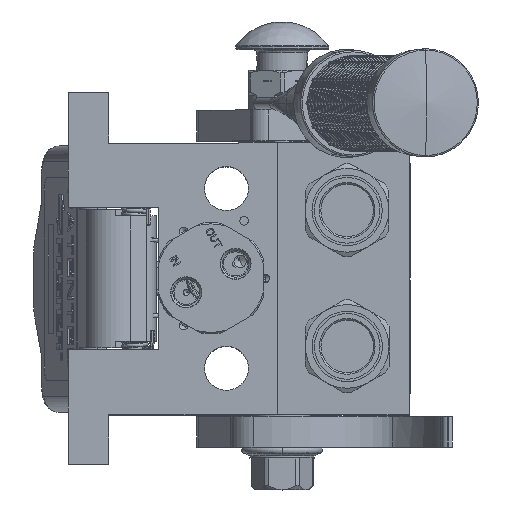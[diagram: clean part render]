
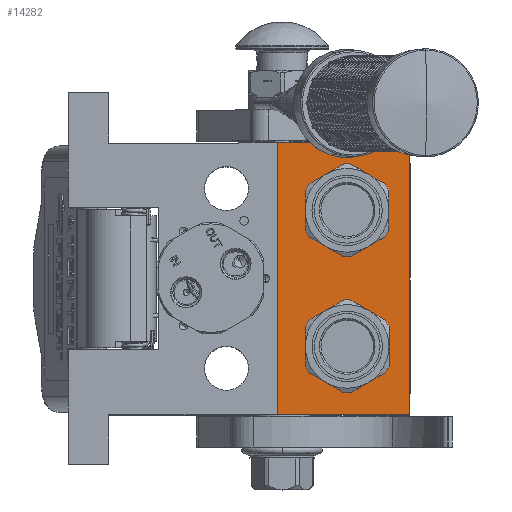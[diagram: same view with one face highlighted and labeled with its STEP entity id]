
A CAD part, top view. The second image highlights one B-rep face of the part: STEP entity #14282.
In plain terms, the highlighted face is planar.
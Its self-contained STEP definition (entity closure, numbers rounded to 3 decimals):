
#1334 = ORIENTED_EDGE ( 'NONE', *, *, #170792, .F. ) ;
#3499 = VECTOR ( 'NONE', #55193, 1000. ) ;
#6933 = ORIENTED_EDGE ( 'NONE', *, *, #178194, .F. ) ;
#10868 = AXIS2_PLACEMENT_3D ( 'NONE', #49440, #177692, #64471 ) ;
#13092 = LINE ( 'NONE', #91505, #174145 ) ;
#14282 = ADVANCED_FACE ( 'NONE', ( #117748, #147151, #93335 ), #98208, .T. ) ;
#15173 = DIRECTION ( 'NONE',  ( 0., 0., -1. ) ) ;
#19122 = CARTESIAN_POINT ( 'NONE',  ( -22., 8.9, -32.15 ) ) ;
#20465 = DIRECTION ( 'NONE',  ( 1., 0., 0. ) ) ;
#24717 = AXIS2_PLACEMENT_3D ( 'NONE', #44551, #139260, #15173 ) ;
#27483 = EDGE_CURVE ( 'NONE', #103922, #132686, #128753, .T. ) ;
#36624 = VECTOR ( 'NONE', #196864, 1000. ) ;
#43241 = EDGE_LOOP ( 'NONE', ( #113321, #6933 ) ) ;
#43451 = CARTESIAN_POINT ( 'NONE',  ( -22., 8.9, -7.85 ) ) ;
#44223 = CARTESIAN_POINT ( 'NONE',  ( -44., 8.9, 0. ) ) ;
#44551 = CARTESIAN_POINT ( 'NONE',  ( 22., 8.9, -20. ) ) ;
#49440 = CARTESIAN_POINT ( 'NONE',  ( -22., 8.9, -20. ) ) ;
#53426 = DIRECTION ( 'NONE',  ( 0., -1., 0. ) ) ;
#54773 = DIRECTION ( 'NONE',  ( 0., 0., 1. ) ) ;
#55193 = DIRECTION ( 'NONE',  ( 0., 0., -1. ) ) ;
#57766 = LINE ( 'NONE', #109046, #82132 ) ;
#63470 = DIRECTION ( 'NONE',  ( 1., 0., 0. ) ) ;
#64471 = DIRECTION ( 'NONE',  ( 0., 0., -1. ) ) ;
#68897 = CARTESIAN_POINT ( 'NONE',  ( 0., 8.9, 0. ) ) ;
#71190 = CARTESIAN_POINT ( 'NONE',  ( -44., 8.9, 0. ) ) ;
#71695 = VERTEX_POINT ( 'NONE', #76767 ) ;
#74243 = CARTESIAN_POINT ( 'NONE',  ( 22., 8.9, -7.85 ) ) ;
#76767 = CARTESIAN_POINT ( 'NONE',  ( -44., 8.9, -42.5 ) ) ;
#82132 = VECTOR ( 'NONE', #63470, 1000. ) ;
#83882 = LINE ( 'NONE', #44223, #3499 ) ;
#87731 = CARTESIAN_POINT ( 'NONE',  ( -44., 8.9, -42.5 ) ) ;
#91316 = VERTEX_POINT ( 'NONE', #71190 ) ;
#91505 = CARTESIAN_POINT ( 'NONE',  ( 44., 8.9, 0. ) ) ;
#93071 = EDGE_CURVE ( 'NONE', #91316, #184771, #57766, .T. ) ;
#93214 = CIRCLE ( 'NONE', #10868, 12.15 ) ;
#93335 = FACE_OUTER_BOUND ( 'NONE', #168189, .T. ) ;
#98208 = PLANE ( 'NONE',  #192161 ) ;
#103032 = VERTEX_POINT ( 'NONE', #43451 ) ;
#103922 = VERTEX_POINT ( 'NONE', #150757 ) ;
#106791 = EDGE_CURVE ( 'NONE', #71695, #141104, #122092, .T. ) ;
#108921 = ORIENTED_EDGE ( 'NONE', *, *, #118513, .F. ) ;
#109046 = CARTESIAN_POINT ( 'NONE',  ( -44., 8.9, 0. ) ) ;
#111826 = DIRECTION ( 'NONE',  ( 0., 0., 1. ) ) ;
#113321 = ORIENTED_EDGE ( 'NONE', *, *, #176982, .F. ) ;
#113838 = DIRECTION ( 'NONE',  ( 0., -1., 0. ) ) ;
#114686 = CIRCLE ( 'NONE', #183553, 12.15 ) ;
#117748 = FACE_BOUND ( 'NONE', #194403, .T. ) ;
#118513 = EDGE_CURVE ( 'NONE', #184771, #141104, #13092, .T. ) ;
#122092 = LINE ( 'NONE', #87731, #36624 ) ;
#128753 = CIRCLE ( 'NONE', #24717, 12.15 ) ;
#129731 = CIRCLE ( 'NONE', #187309, 12.15 ) ;
#130109 = VERTEX_POINT ( 'NONE', #19122 ) ;
#132686 = VERTEX_POINT ( 'NONE', #74243 ) ;
#133784 = ORIENTED_EDGE ( 'NONE', *, *, #106791, .T. ) ;
#139260 = DIRECTION ( 'NONE',  ( 0., -1., 0. ) ) ;
#140309 = ORIENTED_EDGE ( 'NONE', *, *, #27483, .F. ) ;
#141104 = VERTEX_POINT ( 'NONE', #145782 ) ;
#141842 = CARTESIAN_POINT ( 'NONE',  ( 22., 8.9, -20. ) ) ;
#145782 = CARTESIAN_POINT ( 'NONE',  ( 44., 8.9, -42.5 ) ) ;
#147151 = FACE_BOUND ( 'NONE', #43241, .T. ) ;
#148799 = CARTESIAN_POINT ( 'NONE',  ( 44., 8.9, 0. ) ) ;
#150757 = CARTESIAN_POINT ( 'NONE',  ( 22., 8.9, -32.15 ) ) ;
#168189 = EDGE_LOOP ( 'NONE', ( #183164, #133784, #108921, #190902 ) ) ;
#170792 = EDGE_CURVE ( 'NONE', #132686, #103922, #129731, .T. ) ;
#174145 = VECTOR ( 'NONE', #184313, 1000. ) ;
#176982 = EDGE_CURVE ( 'NONE', #130109, #103032, #93214, .T. ) ;
#177692 = DIRECTION ( 'NONE',  ( 0., -1., 0. ) ) ;
#178162 = CARTESIAN_POINT ( 'NONE',  ( -22., 8.9, -20. ) ) ;
#178194 = EDGE_CURVE ( 'NONE', #103032, #130109, #114686, .T. ) ;
#183164 = ORIENTED_EDGE ( 'NONE', *, *, #195569, .T. ) ;
#183553 = AXIS2_PLACEMENT_3D ( 'NONE', #178162, #53426, #54773 ) ;
#184313 = DIRECTION ( 'NONE',  ( 0., 0., -1. ) ) ;
#184771 = VERTEX_POINT ( 'NONE', #148799 ) ;
#187309 = AXIS2_PLACEMENT_3D ( 'NONE', #141842, #188973, #111826 ) ;
#188973 = DIRECTION ( 'NONE',  ( 0., -1., 0. ) ) ;
#190902 = ORIENTED_EDGE ( 'NONE', *, *, #93071, .F. ) ;
#192161 = AXIS2_PLACEMENT_3D ( 'NONE', #68897, #113838, #20465 ) ;
#194403 = EDGE_LOOP ( 'NONE', ( #140309, #1334 ) ) ;
#195569 = EDGE_CURVE ( 'NONE', #91316, #71695, #83882, .T. ) ;
#196864 = DIRECTION ( 'NONE',  ( 1., 0., 0. ) ) ;
